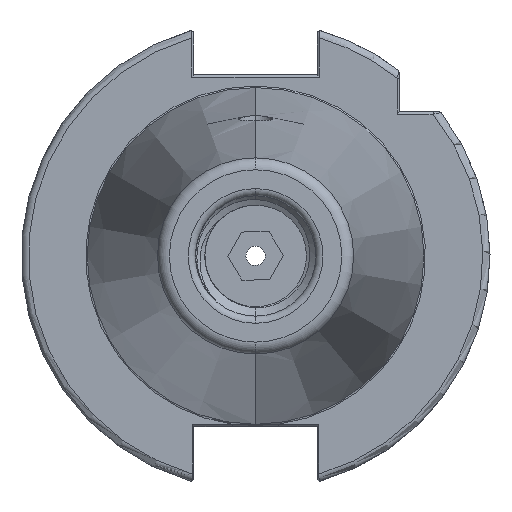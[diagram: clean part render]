
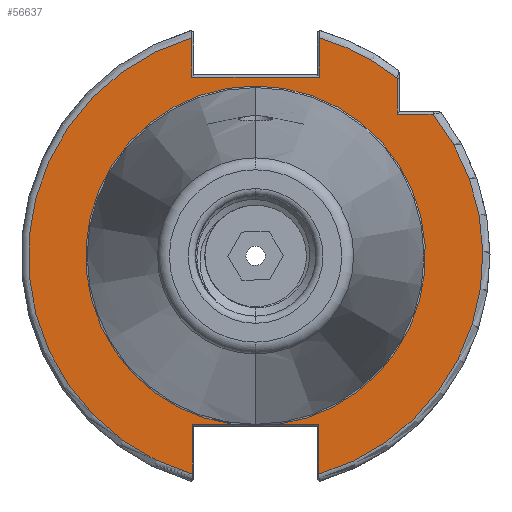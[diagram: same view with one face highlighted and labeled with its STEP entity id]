
A CAD part, left-side view. The second image highlights one B-rep face of the part: STEP entity #56637.
In plain terms, the highlighted planar face has unit normal (-1, 0, 0).
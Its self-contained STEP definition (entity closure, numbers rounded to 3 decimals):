
#22413 = EDGE_CURVE ( 'NONE', #52738, #52766, #43648, .T. ) ;
#25926 = DIRECTION ( 'NONE',  ( -1., 0., 0. ) ) ;
#25945 = DIRECTION ( 'NONE',  ( 0., 0., -1. ) ) ;
#25983 = CARTESIAN_POINT ( 'NONE',  ( 0., 0., 0. ) ) ;
#29607 = CARTESIAN_POINT ( 'NONE',  ( 0., -13.131, 0. ) ) ;
#29609 = DIRECTION ( 'NONE',  ( 0., 0., -1. ) ) ;
#29649 = DIRECTION ( 'NONE',  ( 0., 0., 1. ) ) ;
#29688 = CARTESIAN_POINT ( 'NONE',  ( 0., -29.5, 0. ) ) ;
#29751 = DIRECTION ( 'NONE',  ( 0., 1., 0. ) ) ;
#29766 = CARTESIAN_POINT ( 'NONE',  ( 0., 0., 0. ) ) ;
#29782 = DIRECTION ( 'NONE',  ( 0., 0., -1. ) ) ;
#29811 = DIRECTION ( 'NONE',  ( 1., 0., 0. ) ) ;
#29825 = CARTESIAN_POINT ( 'NONE',  ( 0., 35.392, 29.5 ) ) ;
#30129 = DIRECTION ( 'NONE',  ( 0., -1., 0. ) ) ;
#30196 = CARTESIAN_POINT ( 'NONE',  ( 0., 35.392, -35. ) ) ;
#30213 = DIRECTION ( 'NONE',  ( 0., 0., 1. ) ) ;
#30226 = CARTESIAN_POINT ( 'NONE',  ( 0., 35.392, -35. ) ) ;
#30228 = DIRECTION ( 'NONE',  ( 0., -1., 0. ) ) ;
#30238 = DIRECTION ( 'NONE',  ( 0., 0., -1. ) ) ;
#30275 = CARTESIAN_POINT ( 'NONE',  ( 0., -13.251, 37.7 ) ) ;
#30287 = CARTESIAN_POINT ( 'NONE',  ( 0., 13.131, 0. ) ) ;
#30798 = DIRECTION ( 'NONE',  ( -1., 0., 0. ) ) ;
#30802 = CARTESIAN_POINT ( 'NONE',  ( 0., 0., 0. ) ) ;
#30876 = DIRECTION ( 'NONE',  ( 0., 0., -1. ) ) ;
#30954 = DIRECTION ( 'NONE',  ( -1., 0., 0. ) ) ;
#30962 = CARTESIAN_POINT ( 'NONE',  ( 0., 0., 0. ) ) ;
#30998 = DIRECTION ( 'NONE',  ( 0., 0., -1. ) ) ;
#31174 = DIRECTION ( 'NONE',  ( 0., 0., 1. ) ) ;
#31241 = CARTESIAN_POINT ( 'NONE',  ( 0., 13.251, 45.469 ) ) ;
#31329 = DIRECTION ( 'NONE',  ( 0., 1., 0. ) ) ;
#31336 = CARTESIAN_POINT ( 'NONE',  ( 0., 12.85, 37.2 ) ) ;
#42085 = CARTESIAN_POINT ( 'NONE',  ( 0., -13.131, -45.389 ) ) ;
#42097 = CARTESIAN_POINT ( 'NONE',  ( 0., 13.251, 37.2 ) ) ;
#42105 = CARTESIAN_POINT ( 'NONE',  ( 0., -29.5, 29.5 ) ) ;
#42131 = CARTESIAN_POINT ( 'NONE',  ( 0., -36.91, 29.5 ) ) ;
#42203 = CARTESIAN_POINT ( 'NONE',  ( 0., 13.251, 45.354 ) ) ;
#42267 = CARTESIAN_POINT ( 'NONE',  ( 0., -13.251, 45.354 ) ) ;
#42279 = CARTESIAN_POINT ( 'NONE',  ( 0., 13.131, -35. ) ) ;
#42285 = CARTESIAN_POINT ( 'NONE',  ( 0., 13.131, -45.389 ) ) ;
#42293 = CARTESIAN_POINT ( 'NONE',  ( 0., -13.251, 37.2 ) ) ;
#42311 = CARTESIAN_POINT ( 'NONE',  ( 0., -29.5, 36.91 ) ) ;
#42313 = CARTESIAN_POINT ( 'NONE',  ( 0., -13.131, -35. ) ) ;
#42430 = CARTESIAN_POINT ( 'NONE',  ( 0., 4.796, -35. ) ) ;
#43648 = CIRCLE ( 'NONE', #58846, 35.327 ) ;
#44239 = FACE_OUTER_BOUND ( 'NONE', #63618, .T. ) ;
#44465 = CIRCLE ( 'NONE', #51565, 47.25 ) ;
#44476 = VECTOR ( 'NONE', #30228, 1000. ) ;
#44479 = LINE ( 'NONE', #29607, #44507 ) ;
#44483 = VECTOR ( 'NONE', #29649, 1000. ) ;
#44485 = LINE ( 'NONE', #29825, #44487 ) ;
#44487 = VECTOR ( 'NONE', #29751, 1000. ) ;
#44493 = VECTOR ( 'NONE', #30238, 1000. ) ;
#44495 = LINE ( 'NONE', #30196, #44505 ) ;
#44499 = LINE ( 'NONE', #30287, #44501 ) ;
#44501 = VECTOR ( 'NONE', #30213, 1000. ) ;
#44504 = LINE ( 'NONE', #30226, #44476 ) ;
#44505 = VECTOR ( 'NONE', #30129, 1000. ) ;
#44507 = VECTOR ( 'NONE', #29609, 1000. ) ;
#44508 = CIRCLE ( 'NONE', #51577, 35.327 ) ;
#44511 = LINE ( 'NONE', #30275, #44493 ) ;
#44521 = LINE ( 'NONE', #29688, #44483 ) ;
#44527 = LINE ( 'NONE', #31241, #44568 ) ;
#44535 = CIRCLE ( 'NONE', #51604, 47.25 ) ;
#44566 = CIRCLE ( 'NONE', #51605, 47.25 ) ;
#44568 = VECTOR ( 'NONE', #31174, 1000. ) ;
#44603 = LINE ( 'NONE', #31336, #44604 ) ;
#44604 = VECTOR ( 'NONE', #31329, 1000. ) ;
#45225 = ORIENTED_EDGE ( 'NONE', *, *, #57618, .T. ) ;
#45245 = ORIENTED_EDGE ( 'NONE', *, *, #57691, .T. ) ;
#45247 = ORIENTED_EDGE ( 'NONE', *, *, #57717, .T. ) ;
#45253 = ORIENTED_EDGE ( 'NONE', *, *, #57547, .T. ) ;
#46397 = ORIENTED_EDGE ( 'NONE', *, *, #57694, .T. ) ;
#46414 = ORIENTED_EDGE ( 'NONE', *, *, #57654, .T. ) ;
#46425 = ORIENTED_EDGE ( 'NONE', *, *, #57617, .T. ) ;
#46428 = ORIENTED_EDGE ( 'NONE', *, *, #57641, .T. ) ;
#46431 = ORIENTED_EDGE ( 'NONE', *, *, #22413, .T. ) ;
#46435 = ORIENTED_EDGE ( 'NONE', *, *, #57714, .T. ) ;
#46450 = ORIENTED_EDGE ( 'NONE', *, *, #57611, .T. ) ;
#46479 = ORIENTED_EDGE ( 'NONE', *, *, #57602, .T. ) ;
#46485 = ORIENTED_EDGE ( 'NONE', *, *, #57647, .T. ) ;
#46518 = ORIENTED_EDGE ( 'NONE', *, *, #57653, .T. ) ;
#51503 = AXIS2_PLACEMENT_3D ( 'NONE', #62919, #62921, #62923 ) ;
#51565 = AXIS2_PLACEMENT_3D ( 'NONE', #25983, #25926, #25945 ) ;
#51577 = AXIS2_PLACEMENT_3D ( 'NONE', #29766, #29811, #29782 ) ;
#51604 = AXIS2_PLACEMENT_3D ( 'NONE', #30802, #30798, #30876 ) ;
#51605 = AXIS2_PLACEMENT_3D ( 'NONE', #30962, #30954, #30998 ) ;
#52738 = VERTEX_POINT ( 'NONE', #65832 ) ;
#52766 = VERTEX_POINT ( 'NONE', #65817 ) ;
#56637 = ADVANCED_FACE ( 'NONE', ( #44239 ), #62949, .F. ) ;
#57547 = EDGE_CURVE ( 'NONE', #71960, #71961, #44465, .T. ) ;
#57602 = EDGE_CURVE ( 'NONE', #72112, #71960, #44479, .T. ) ;
#57611 = EDGE_CURVE ( 'NONE', #71977, #72077, #44521, .T. ) ;
#57617 = EDGE_CURVE ( 'NONE', #71961, #71977, #44485, .T. ) ;
#57618 = EDGE_CURVE ( 'NONE', #72137, #52738, #44508, .T. ) ;
#57641 = EDGE_CURVE ( 'NONE', #52766, #72112, #44495, .T. ) ;
#57647 = EDGE_CURVE ( 'NONE', #72071, #72079, #44511, .T. ) ;
#57653 = EDGE_CURVE ( 'NONE', #72088, #72053, #44499, .T. ) ;
#57654 = EDGE_CURVE ( 'NONE', #72053, #72137, #44504, .T. ) ;
#57691 = EDGE_CURVE ( 'NONE', #71997, #72088, #44535, .T. ) ;
#57694 = EDGE_CURVE ( 'NONE', #72077, #72071, #44566, .T. ) ;
#57714 = EDGE_CURVE ( 'NONE', #72107, #71997, #44527, .T. ) ;
#57717 = EDGE_CURVE ( 'NONE', #72079, #72107, #44603, .T. ) ;
#58035 = DIRECTION ( 'NONE',  ( 1., 0., 0. ) ) ;
#58041 = CARTESIAN_POINT ( 'NONE',  ( 0., 0., 0. ) ) ;
#58076 = DIRECTION ( 'NONE',  ( 0., 0., -1. ) ) ;
#58846 = AXIS2_PLACEMENT_3D ( 'NONE', #58041, #58035, #58076 ) ;
#62919 = CARTESIAN_POINT ( 'NONE',  ( 0., 35.392, 0. ) ) ;
#62921 = DIRECTION ( 'NONE',  ( 1., 0., 0. ) ) ;
#62923 = DIRECTION ( 'NONE',  ( 0., 0., -1. ) ) ;
#62949 = PLANE ( 'NONE',  #51503 ) ;
#63618 = EDGE_LOOP ( 'NONE', ( #45253, #46425, #46450, #46397, #46485, #45247, #46435, #45245, #46518, #46414, #45225, #46431, #46428, #46479 ) ) ;
#65817 = CARTESIAN_POINT ( 'NONE',  ( 0., -4.796, -35. ) ) ;
#65832 = CARTESIAN_POINT ( 'NONE',  ( 0., 0., 35.327 ) ) ;
#71960 = VERTEX_POINT ( 'NONE', #42085 ) ;
#71961 = VERTEX_POINT ( 'NONE', #42131 ) ;
#71977 = VERTEX_POINT ( 'NONE', #42105 ) ;
#71997 = VERTEX_POINT ( 'NONE', #42203 ) ;
#72053 = VERTEX_POINT ( 'NONE', #42279 ) ;
#72071 = VERTEX_POINT ( 'NONE', #42267 ) ;
#72077 = VERTEX_POINT ( 'NONE', #42311 ) ;
#72079 = VERTEX_POINT ( 'NONE', #42293 ) ;
#72088 = VERTEX_POINT ( 'NONE', #42285 ) ;
#72107 = VERTEX_POINT ( 'NONE', #42097 ) ;
#72112 = VERTEX_POINT ( 'NONE', #42313 ) ;
#72137 = VERTEX_POINT ( 'NONE', #42430 ) ;
